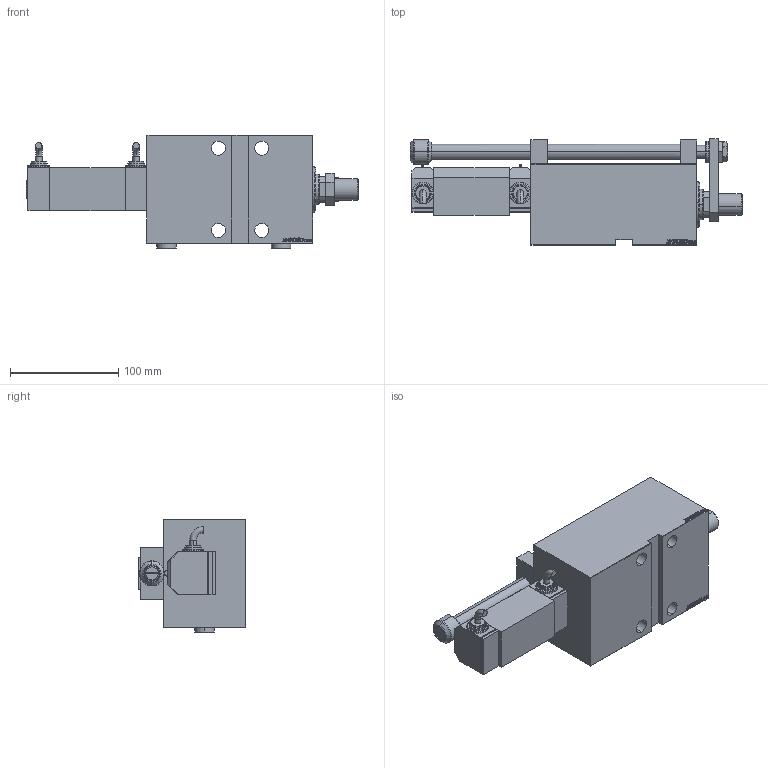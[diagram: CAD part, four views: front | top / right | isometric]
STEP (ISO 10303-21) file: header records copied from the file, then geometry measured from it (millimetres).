
FILE_DESCRIPTION (( 'STEP AP203' ), '1' );
FILE_NAME ('d81d.STEP', '2025-12-11T12:03:48', ( '' ), ( '' ), 'SwSTEP 2.0', 'SolidWorks 2019', '' );
FILE_SCHEMA (( 'CONFIG_CONTROL_DESIGN' ));
Length unit declared in the file: millimetre
Products named in the file (15): KROUZEK_PRO_TYC a3a4a7e687ada3f4757c8882c189b331; MIDDLE a3a4a7e687ada3f4757c8882c189b331; SWITCH DIM W_B a3a4a7e687ada3f4757c8882c189b331; V450CM_G_VCP a3a4a7e687ada3f4757c8882c189b331; TYC_P a3a4a7e687ada3f4757c8882c189b331; NUT_D16 a3a4a7e687ada3f4757c8882c189b331; d81d; V450CM_VC_G a3a4a7e687ada3f4757c8882c189b331; SWITCH_P_FRONT_BACK a3a4a7e687ada3f4757c8882c189b331; ZARAZKA_P a3a4a7e687ada3f4757c8882c189b331; NUT_D19_P a3a4a7e687ada3f4757c8882c189b331; V450CM_MALE_METRIC a3a4a7e687ada3f4757c8882c189b331; V450CM_G_Body a3a4a7e687ada3f4757c8882c189b331; SWITCH P a3a4a7e687ada3f4757c8882c189b331; Zatka_OIL_PORT a3a4a7e687ada3f4757c8882c189b331
Assembly tree (17 placements, depth 2):
  d81d
    V450CM_G_Body a3a4a7e687ada3f4757c8882c189b331
    V450CM_G_VCP a3a4a7e687ada3f4757c8882c189b331
    V450CM_VC_G a3a4a7e687ada3f4757c8882c189b331
    NUT_D16 a3a4a7e687ada3f4757c8882c189b331
    NUT_D19_P a3a4a7e687ada3f4757c8882c189b331
    SWITCH DIM W_B a3a4a7e687ada3f4757c8882c189b331
    SWITCH P a3a4a7e687ada3f4757c8882c189b331  x2
    SWITCH_P_FRONT_BACK a3a4a7e687ada3f4757c8882c189b331  x2
    TYC_P a3a4a7e687ada3f4757c8882c189b331
    ZARAZKA_P a3a4a7e687ada3f4757c8882c189b331
    KROUZEK_PRO_TYC a3a4a7e687ada3f4757c8882c189b331
    MIDDLE a3a4a7e687ada3f4757c8882c189b331
    V450CM_MALE_METRIC a3a4a7e687ada3f4757c8882c189b331
    Zatka_OIL_PORT a3a4a7e687ada3f4757c8882c189b331  x2
Bounding box: 306.8 x 98 x 104.9 mm (x, y, z)
Volume: 1249221.9 mm3; surface area: 201194.8 mm2
Topology: 17 solids, 17 shells, 1135 faces, 2814 edges, 1844 vertices
Faces by surface type: plane 558, bspline 380, cylinder 118, cone 45, torus 34
Entity records: 49922 total; most frequent: CARTESIAN_POINT 25472, ORIENTED_EDGE 5248, DIRECTION 3509, EDGE_CURVE 2624, VERTEX_POINT 1724, VECTOR 1531, LINE 1531, EDGE_LOOP 1204
